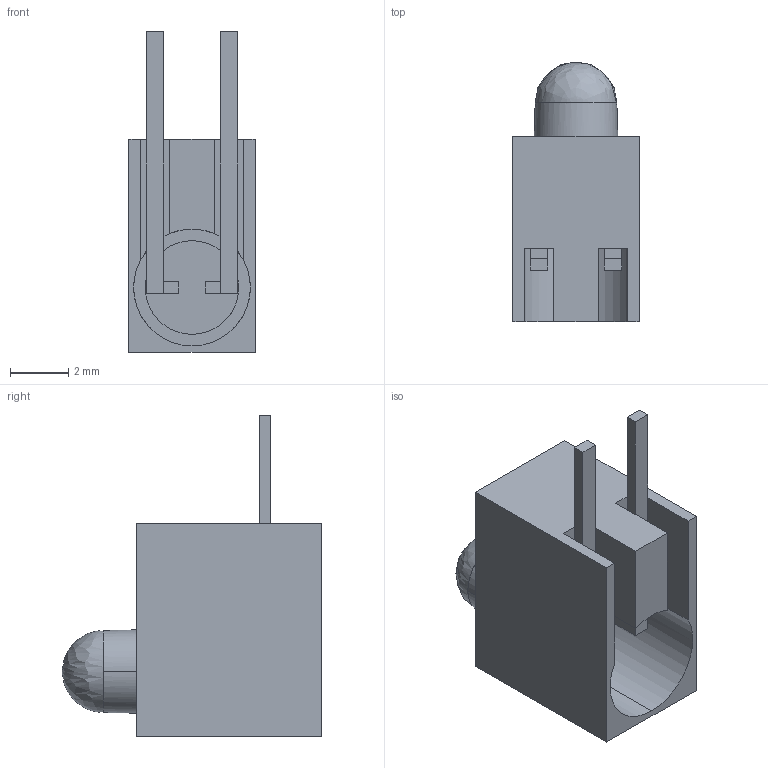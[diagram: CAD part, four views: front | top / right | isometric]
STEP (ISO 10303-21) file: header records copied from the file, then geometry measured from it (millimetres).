
FILE_DESCRIPTION (( 'STEP AP214' ), '1' );
FILE_NAME ('ñâåòîäèîä â êðåïëíèè.STEP', '2024-07-15T14:19:26', ( '' ), ( '' ), 'SwSTEP 2.0', 'SolidWorks 2024', '' );
FILE_SCHEMA (( 'AUTOMOTIVE_DESIGN' ));
Length unit declared in the file: millimetre
Products named in the file (3): LED 3mm GREEN; крепление; светодиод в креплнии
Assembly tree (2 placements, depth 2):
  светодиод в креплнии
    крепление
    LED 3mm GREEN
Bounding box: 4.32 x 8.89 x 10.98 mm (x, y, z)
Volume: 110 mm3; surface area: 430 mm2
Topology: 1 solids, 7 shells, 54 faces, 136 edges, 90 vertices
Faces by surface type: plane 42, bspline 8, cylinder 4
Entity records: 2150 total; most frequent: CARTESIAN_POINT 620, ORIENTED_EDGE 260, DIRECTION 188, EDGE_CURVE 132, VERTEX_POINT 90, AXIS2_PLACEMENT_3D 64, VECTOR 60, LINE 60
